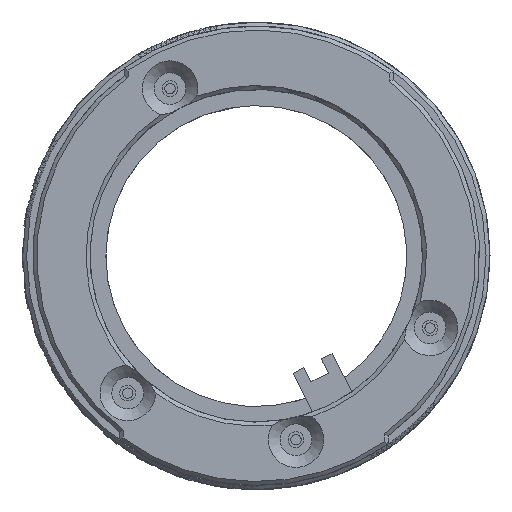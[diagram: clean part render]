
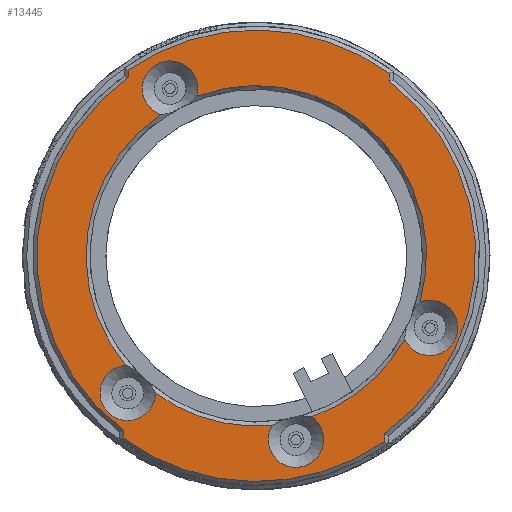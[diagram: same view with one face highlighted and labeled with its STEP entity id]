
A CAD part, top view. The second image highlights one B-rep face of the part: STEP entity #13445.
In plain terms, the highlighted planar face has unit normal (0, 0, 1).
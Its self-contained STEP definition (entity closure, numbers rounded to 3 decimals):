
#1518=LINE('',#24584,#2233);
#1519=LINE('',#24588,#2234);
#1520=LINE('',#24592,#2235);
#1521=LINE('',#24596,#2236);
#2233=VECTOR('',#18640,1000.);
#2234=VECTOR('',#18643,1000.);
#2235=VECTOR('',#18646,1000.);
#2236=VECTOR('',#18649,1000.);
#2868=PLANE('',#15027);
#6583=ORIENTED_EDGE('',*,*,#8736,.T.);
#6584=ORIENTED_EDGE('',*,*,#8737,.T.);
#6585=ORIENTED_EDGE('',*,*,#8738,.T.);
#6586=ORIENTED_EDGE('',*,*,#8739,.T.);
#6587=ORIENTED_EDGE('',*,*,#8740,.T.);
#6588=ORIENTED_EDGE('',*,*,#8741,.T.);
#6589=ORIENTED_EDGE('',*,*,#8742,.T.);
#6590=ORIENTED_EDGE('',*,*,#8743,.T.);
#6591=ORIENTED_EDGE('',*,*,#8744,.T.);
#6592=ORIENTED_EDGE('',*,*,#8745,.T.);
#6593=ORIENTED_EDGE('',*,*,#8746,.T.);
#6594=ORIENTED_EDGE('',*,*,#8747,.T.);
#6595=ORIENTED_EDGE('',*,*,#8748,.T.);
#6596=ORIENTED_EDGE('',*,*,#8749,.T.);
#6597=ORIENTED_EDGE('',*,*,#8750,.T.);
#6598=ORIENTED_EDGE('',*,*,#8751,.T.);
#8736=EDGE_CURVE('',#10008,#10009,#10758,.F.);
#8737=EDGE_CURVE('',#10009,#10010,#10759,.F.);
#8738=EDGE_CURVE('',#10010,#10011,#10760,.F.);
#8739=EDGE_CURVE('',#10011,#10012,#10761,.F.);
#8740=EDGE_CURVE('',#10012,#10013,#10762,.F.);
#8741=EDGE_CURVE('',#10013,#10014,#10763,.F.);
#8742=EDGE_CURVE('',#10014,#10015,#10764,.F.);
#8743=EDGE_CURVE('',#10015,#10008,#10765,.F.);
#8744=EDGE_CURVE('',#10016,#10017,#10766,.T.);
#8745=EDGE_CURVE('',#10017,#10018,#1518,.T.);
#8746=EDGE_CURVE('',#10018,#10019,#10767,.T.);
#8747=EDGE_CURVE('',#10019,#10020,#1519,.T.);
#8748=EDGE_CURVE('',#10020,#10021,#10768,.T.);
#8749=EDGE_CURVE('',#10021,#10022,#1520,.T.);
#8750=EDGE_CURVE('',#10022,#10023,#10769,.T.);
#8751=EDGE_CURVE('',#10023,#10016,#1521,.T.);
#10008=VERTEX_POINT('',#24566);
#10009=VERTEX_POINT('',#24567);
#10010=VERTEX_POINT('',#24569);
#10011=VERTEX_POINT('',#24571);
#10012=VERTEX_POINT('',#24573);
#10013=VERTEX_POINT('',#24575);
#10014=VERTEX_POINT('',#24577);
#10015=VERTEX_POINT('',#24579);
#10016=VERTEX_POINT('',#24582);
#10017=VERTEX_POINT('',#24583);
#10018=VERTEX_POINT('',#24585);
#10019=VERTEX_POINT('',#24587);
#10020=VERTEX_POINT('',#24589);
#10021=VERTEX_POINT('',#24591);
#10022=VERTEX_POINT('',#24593);
#10023=VERTEX_POINT('',#24595);
#10758=CIRCLE('',#15028,3.5);
#10759=CIRCLE('',#15029,21.5);
#10760=CIRCLE('',#15030,3.5);
#10761=CIRCLE('',#15031,21.5);
#10762=CIRCLE('',#15032,3.5);
#10763=CIRCLE('',#15033,21.5);
#10764=CIRCLE('',#15034,3.5);
#10765=CIRCLE('',#15035,21.5);
#10766=CIRCLE('',#15036,28.5);
#10767=CIRCLE('',#15037,27.7);
#10768=CIRCLE('',#15038,28.5);
#10769=CIRCLE('',#15039,27.7);
#11647=EDGE_LOOP('',(#6583,#6584,#6585,#6586,#6587,#6588,#6589,#6590));
#11648=EDGE_LOOP('',(#6591,#6592,#6593,#6594,#6595,#6596,#6597,#6598));
#12585=FACE_BOUND('',#11647,.T.);
#12586=FACE_BOUND('',#11648,.T.);
#13445=ADVANCED_FACE('',(#12585,#12586),#2868,.T.);
#15027=AXIS2_PLACEMENT_3D('',#24564,#18620,#18621);
#15028=AXIS2_PLACEMENT_3D('',#24565,#18622,#18623);
#15029=AXIS2_PLACEMENT_3D('',#24568,#18624,#18625);
#15030=AXIS2_PLACEMENT_3D('',#24570,#18626,#18627);
#15031=AXIS2_PLACEMENT_3D('',#24572,#18628,#18629);
#15032=AXIS2_PLACEMENT_3D('',#24574,#18630,#18631);
#15033=AXIS2_PLACEMENT_3D('',#24576,#18632,#18633);
#15034=AXIS2_PLACEMENT_3D('',#24578,#18634,#18635);
#15035=AXIS2_PLACEMENT_3D('',#24580,#18636,#18637);
#15036=AXIS2_PLACEMENT_3D('',#24581,#18638,#18639);
#15037=AXIS2_PLACEMENT_3D('',#24586,#18641,#18642);
#15038=AXIS2_PLACEMENT_3D('',#24590,#18644,#18645);
#15039=AXIS2_PLACEMENT_3D('',#24594,#18647,#18648);
#18620=DIRECTION('',(0.,0.,1.));
#18621=DIRECTION('',(1.,0.,0.));
#18622=DIRECTION('',(0.,0.,1.));
#18623=DIRECTION('',(1.,0.,0.));
#18624=DIRECTION('',(0.,0.,1.));
#18625=DIRECTION('',(1.,0.,0.));
#18626=DIRECTION('',(0.,0.,1.));
#18627=DIRECTION('',(1.,0.,0.));
#18628=DIRECTION('',(0.,0.,1.));
#18629=DIRECTION('',(1.,0.,0.));
#18630=DIRECTION('',(0.,0.,1.));
#18631=DIRECTION('',(1.,0.,0.));
#18632=DIRECTION('',(0.,0.,1.));
#18633=DIRECTION('',(1.,0.,0.));
#18634=DIRECTION('',(0.,0.,1.));
#18635=DIRECTION('',(1.,0.,0.));
#18636=DIRECTION('',(0.,0.,1.));
#18637=DIRECTION('',(1.,0.,0.));
#18638=DIRECTION('',(0.,0.,1.));
#18639=DIRECTION('',(1.,0.,0.));
#18640=DIRECTION('',(0.,1.,0.));
#18641=DIRECTION('',(0.,0.,1.));
#18642=DIRECTION('',(1.,0.,0.));
#18643=DIRECTION('',(0.,1.,0.));
#18644=DIRECTION('',(0.,0.,1.));
#18645=DIRECTION('',(1.,0.,0.));
#18646=DIRECTION('',(0.,-1.,0.));
#18647=DIRECTION('',(0.,0.,1.));
#18648=DIRECTION('',(1.,0.,0.));
#18649=DIRECTION('',(0.,-1.,0.));
#24564=CARTESIAN_POINT('',(0.,0.,26.5));
#24565=CARTESIAN_POINT('',(5.311,76.851,26.5));
#24566=CARTESIAN_POINT('',(7.256,79.761,26.5));
#24567=CARTESIAN_POINT('',(2.292,78.623,26.5));
#24568=CARTESIAN_POINT('',(0.,100.,26.5));
#24569=CARTESIAN_POINT('',(-12.506,82.511,26.5));
#24570=CARTESIAN_POINT('',(-16.005,82.453,26.5));
#24571=CARTESIAN_POINT('',(-16.268,85.943,26.5));
#24572=CARTESIAN_POINT('',(0.,100.,26.5));
#24573=CARTESIAN_POINT('',(-12.289,117.641,26.5));
#24574=CARTESIAN_POINT('',(-11.172,120.958,26.5));
#24575=CARTESIAN_POINT('',(-7.795,120.037,26.5));
#24576=CARTESIAN_POINT('',(0.,100.,26.5));
#24577=CARTESIAN_POINT('',(20.769,94.441,26.5));
#24578=CARTESIAN_POINT('',(22.054,91.185,26.5));
#24579=CARTESIAN_POINT('',(18.879,89.712,26.5));
#24580=CARTESIAN_POINT('',(0.,100.,26.5));
#24581=CARTESIAN_POINT('',(0.,100.,26.5));
#24582=CARTESIAN_POINT('',(-16.5,76.762,26.5));
#24583=CARTESIAN_POINT('',(16.5,76.762,26.5));
#24584=CARTESIAN_POINT('',(16.5,77.751,26.5));
#24585=CARTESIAN_POINT('',(16.5,77.751,26.5));
#24586=CARTESIAN_POINT('',(0.,100.,26.5));
#24587=CARTESIAN_POINT('',(16.5,122.249,26.5));
#24588=CARTESIAN_POINT('',(16.5,123.495,26.5));
#24589=CARTESIAN_POINT('',(16.5,123.238,26.5));
#24590=CARTESIAN_POINT('',(0.,100.,26.5));
#24591=CARTESIAN_POINT('',(-16.5,123.238,26.5));
#24592=CARTESIAN_POINT('',(-16.5,122.249,26.5));
#24593=CARTESIAN_POINT('',(-16.5,122.249,26.5));
#24594=CARTESIAN_POINT('',(0.,100.,26.5));
#24595=CARTESIAN_POINT('',(-16.5,77.751,26.5));
#24596=CARTESIAN_POINT('',(-16.5,76.505,26.5));
